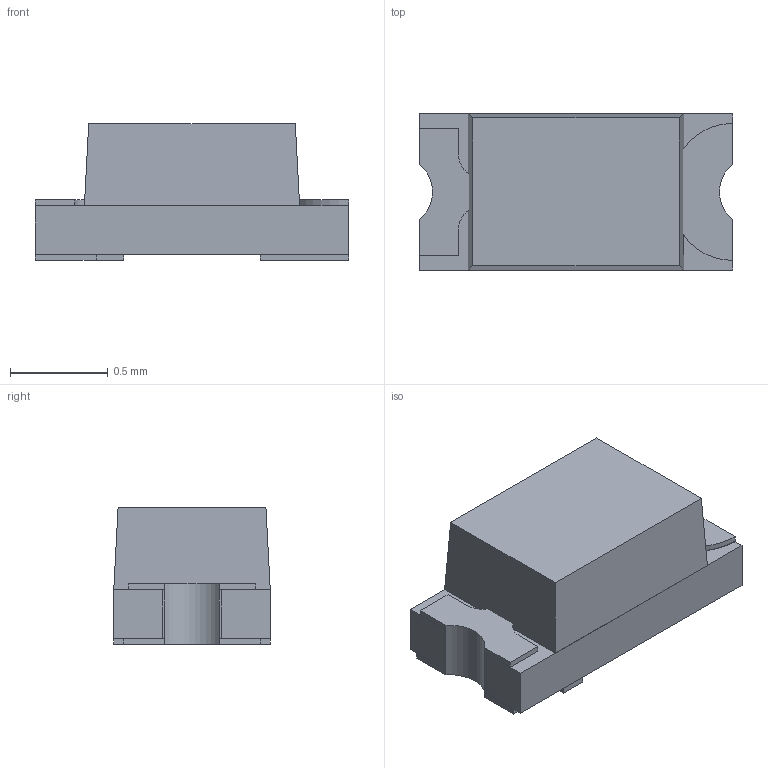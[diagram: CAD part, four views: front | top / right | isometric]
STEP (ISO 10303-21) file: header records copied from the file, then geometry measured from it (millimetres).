
FILE_DESCRIPTION(/* description */ ('Unknown'),/* implementation_level */ '2;1');
FILE_NAME(/* name */ '150060xx75003',/* time_stamp */ '2020-10-01T13:30:02+02:00',/* author */ ('Unknown'),/* organization */ ('Unknown'),/* preprocessor_version */ 'ST-DEVELOPER v16.7',/* originating_system */ 'DEX',/* authorisation */ $);
FILE_SCHEMA (('AUTOMOTIVE_DESIGN {1 0 10303 214 3 1 1}'));
Length unit declared in the file: millimetre
Products named in the file (4): 150060xx75003; Body; Contacts; Dome
Assembly tree (3 placements, depth 2):
  150060xx75003
    Body
    Contacts
    Dome
Bounding box: 1.6 x 0.8 x 0.7 mm (x, y, z)
Volume: 0.7 mm3; surface area: 10.3 mm2
Topology: 3 solids, 3 shells, 91 faces, 233 edges, 155 vertices
Faces by surface type: plane 73, cylinder 17, bspline 1
Full cylindrical faces by diameter (mm): 0.02 x1, 0.08 x2, 0.35 x1
Entity records: 3477 total; most frequent: CARTESIAN_POINT 561, ORIENTED_EDGE 456, DIRECTION 451, EDGE_CURVE 228, LINE 193, VECTOR 193, VERTEX_POINT 155, AXIS2_PLACEMENT_3D 129
